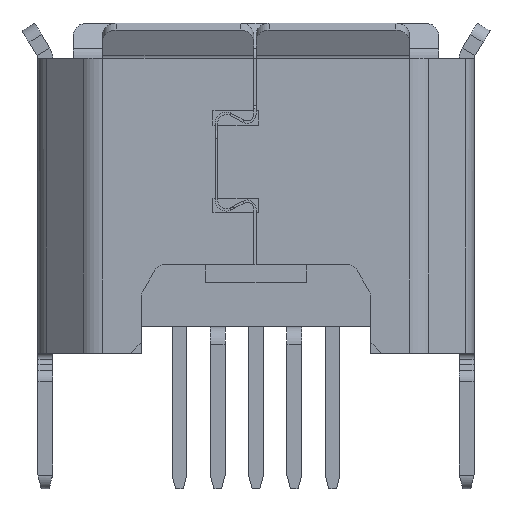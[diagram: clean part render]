
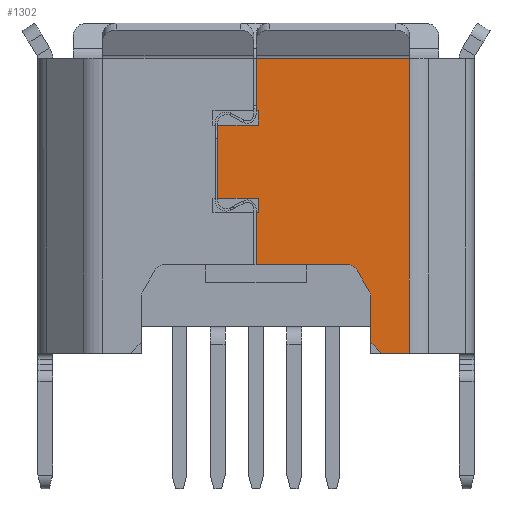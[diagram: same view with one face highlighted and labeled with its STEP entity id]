
A CAD part, top view. The second image highlights one B-rep face of the part: STEP entity #1302.
In plain terms, the highlighted planar face has unit normal (0, 0, 1).
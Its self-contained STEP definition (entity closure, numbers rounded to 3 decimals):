
#12 = DIRECTION ( 'NONE',  ( 1., 0., 0. ) ) ;
#101 = EDGE_CURVE ( 'NONE', #15469, #362, #9163, .T. ) ;
#126 = DIRECTION ( 'NONE',  ( 0., 1., 0. ) ) ;
#174 = EDGE_LOOP ( 'NONE', ( #16207, #14651, #14633, #2247, #9425, #1029, #11436, #7153, #9815, #9240, #15317, #2687, #13927, #5095, #7536, #1800, #14909, #10493 ) ) ;
#185 = CARTESIAN_POINT ( 'NONE',  ( 0., 6.418, 1.18 ) ) ;
#218 = DIRECTION ( 'NONE',  ( 0., 1., 0. ) ) ;
#362 = VERTEX_POINT ( 'NONE', #2941 ) ;
#561 = EDGE_CURVE ( 'NONE', #3937, #7387, #9148, .T. ) ;
#929 = CARTESIAN_POINT ( 'NONE',  ( 0., 6.168, 1.18 ) ) ;
#963 = VECTOR ( 'NONE', #11421, 1000. ) ;
#993 = VERTEX_POINT ( 'NONE', #16684 ) ;
#1029 = ORIENTED_EDGE ( 'NONE', *, *, #4606, .T. ) ;
#1137 = DIRECTION ( 'NONE',  ( 0., -1., 0. ) ) ;
#1156 = LINE ( 'NONE', #13360, #11600 ) ;
#1241 = VERTEX_POINT ( 'NONE', #6292 ) ;
#1302 = ADVANCED_FACE ( 'NONE', ( #13158 ), #16132, .T. ) ;
#1614 = LINE ( 'NONE', #14097, #963 ) ;
#1800 = ORIENTED_EDGE ( 'NONE', *, *, #13723, .T. ) ;
#1934 = CIRCLE ( 'NONE', #5064, 0.2 ) ;
#1950 = CIRCLE ( 'NONE', #7816, 0.2 ) ;
#1964 = VERTEX_POINT ( 'NONE', #15288 ) ;
#2072 = CARTESIAN_POINT ( 'NONE',  ( 0., 6.418, 1.18 ) ) ;
#2085 = CARTESIAN_POINT ( 'NONE',  ( 1.75, 3.246, 1.18 ) ) ;
#2164 = CARTESIAN_POINT ( 'NONE',  ( 0.04, 6.168, 1.18 ) ) ;
#2247 = ORIENTED_EDGE ( 'NONE', *, *, #7819, .F. ) ;
#2392 = CARTESIAN_POINT ( 'NONE',  ( 1.95, 2.475, 1.18 ) ) ;
#2420 = VERTEX_POINT ( 'NONE', #6203 ) ;
#2443 = LINE ( 'NONE', #7571, #13319 ) ;
#2687 = ORIENTED_EDGE ( 'NONE', *, *, #13095, .T. ) ;
#2728 = CARTESIAN_POINT ( 'NONE',  ( 2.6, 2.3, 1.18 ) ) ;
#2941 = CARTESIAN_POINT ( 'NONE',  ( 0.04, 4.932, 1.18 ) ) ;
#3232 = VECTOR ( 'NONE', #3303, 1000. ) ;
#3246 = VECTOR ( 'NONE', #5001, 1000. ) ;
#3253 = DIRECTION ( 'NONE',  ( 0.5, -0.866, 0. ) ) ;
#3303 = DIRECTION ( 'NONE',  ( 1., 0., 0. ) ) ;
#3337 = CARTESIAN_POINT ( 'NONE',  ( 1.95, 3.246, 1.18 ) ) ;
#3445 = LINE ( 'NONE', #12787, #3232 ) ;
#3573 = VERTEX_POINT ( 'NONE', #2392 ) ;
#3602 = VECTOR ( 'NONE', #14515, 1000. ) ;
#3799 = VECTOR ( 'NONE', #3253, 1000. ) ;
#3937 = VERTEX_POINT ( 'NONE', #16768 ) ;
#4189 = LINE ( 'NONE', #17344, #14869 ) ;
#4583 = VECTOR ( 'NONE', #218, 1000. ) ;
#4606 = EDGE_CURVE ( 'NONE', #14547, #6707, #14974, .T. ) ;
#4651 = VERTEX_POINT ( 'NONE', #17269 ) ;
#4940 = EDGE_CURVE ( 'NONE', #6707, #5153, #3445, .T. ) ;
#4994 = EDGE_CURVE ( 'NONE', #10274, #1964, #6849, .T. ) ;
#5001 = DIRECTION ( 'NONE',  ( 0., -1., 0. ) ) ;
#5064 = AXIS2_PLACEMENT_3D ( 'NONE', #2085, #12918, #13157 ) ;
#5095 = ORIENTED_EDGE ( 'NONE', *, *, #17439, .T. ) ;
#5153 = VERTEX_POINT ( 'NONE', #14670 ) ;
#5515 = VERTEX_POINT ( 'NONE', #3337 ) ;
#5654 = LINE ( 'NONE', #5827, #4583 ) ;
#5798 = EDGE_CURVE ( 'NONE', #1964, #7387, #11940, .T. ) ;
#5827 = CARTESIAN_POINT ( 'NONE',  ( 0.04, 0., 1.18 ) ) ;
#6028 = DIRECTION ( 'NONE',  ( 1., 0., 0. ) ) ;
#6203 = CARTESIAN_POINT ( 'NONE',  ( 1.923, 3.346, 1.18 ) ) ;
#6216 = EDGE_CURVE ( 'NONE', #993, #9683, #7431, .T. ) ;
#6225 = EDGE_CURVE ( 'NONE', #14547, #4651, #14686, .T. ) ;
#6292 = CARTESIAN_POINT ( 'NONE',  ( 1.719, 3.7, 1.18 ) ) ;
#6401 = DIRECTION ( 'NONE',  ( 1., 0., 0. ) ) ;
#6664 = CARTESIAN_POINT ( 'NONE',  ( 2.6, 7.3, 1.18 ) ) ;
#6707 = VERTEX_POINT ( 'NONE', #7232 ) ;
#6849 = LINE ( 'NONE', #2072, #14958 ) ;
#6869 = EDGE_CURVE ( 'NONE', #5515, #3573, #4189, .T. ) ;
#7153 = ORIENTED_EDGE ( 'NONE', *, *, #15557, .T. ) ;
#7232 = CARTESIAN_POINT ( 'NONE',  ( 0., 3.8, 1.18 ) ) ;
#7387 = VERTEX_POINT ( 'NONE', #2164 ) ;
#7431 = LINE ( 'NONE', #14524, #9372 ) ;
#7536 = ORIENTED_EDGE ( 'NONE', *, *, #6216, .F. ) ;
#7571 = CARTESIAN_POINT ( 'NONE',  ( -0.65, 0., 1.18 ) ) ;
#7735 = DIRECTION ( 'NONE',  ( 1., 0., 0. ) ) ;
#7816 = AXIS2_PLACEMENT_3D ( 'NONE', #8336, #16671, #8458 ) ;
#7819 = EDGE_CURVE ( 'NONE', #4651, #362, #5654, .T. ) ;
#8044 = CARTESIAN_POINT ( 'NONE',  ( 2.212, 2.213, 1.18 ) ) ;
#8108 = CARTESIAN_POINT ( 'NONE',  ( 0.04, 0., 1.18 ) ) ;
#8336 = CARTESIAN_POINT ( 'NONE',  ( 1.546, 3.6, 1.18 ) ) ;
#8458 = DIRECTION ( 'NONE',  ( 1., 0., 0. ) ) ;
#8963 = AXIS2_PLACEMENT_3D ( 'NONE', #10724, #16311, #12 ) ;
#9148 = LINE ( 'NONE', #929, #12536 ) ;
#9163 = LINE ( 'NONE', #10231, #3602 ) ;
#9240 = ORIENTED_EDGE ( 'NONE', *, *, #15722, .T. ) ;
#9372 = VECTOR ( 'NONE', #7735, 1000. ) ;
#9425 = ORIENTED_EDGE ( 'NONE', *, *, #6225, .F. ) ;
#9546 = DIRECTION ( 'NONE',  ( 0.707, -0.707, 0. ) ) ;
#9683 = VERTEX_POINT ( 'NONE', #6664 ) ;
#9815 = ORIENTED_EDGE ( 'NONE', *, *, #10432, .T. ) ;
#10062 = VERTEX_POINT ( 'NONE', #13047 ) ;
#10231 = CARTESIAN_POINT ( 'NONE',  ( 0., 4.932, 1.18 ) ) ;
#10274 = VERTEX_POINT ( 'NONE', #185 ) ;
#10432 = EDGE_CURVE ( 'NONE', #1241, #2420, #13204, .T. ) ;
#10453 = VECTOR ( 'NONE', #12052, 1000. ) ;
#10493 = ORIENTED_EDGE ( 'NONE', *, *, #5798, .T. ) ;
#10724 = CARTESIAN_POINT ( 'NONE',  ( -2.6, 2.3, 1.18 ) ) ;
#11421 = DIRECTION ( 'NONE',  ( 1., 0., 0. ) ) ;
#11427 = CARTESIAN_POINT ( 'NONE',  ( 2.891, 1.669, 1.18 ) ) ;
#11436 = ORIENTED_EDGE ( 'NONE', *, *, #4940, .T. ) ;
#11569 = DIRECTION ( 'NONE',  ( 0., -1., 0. ) ) ;
#11600 = VECTOR ( 'NONE', #1137, 1000. ) ;
#11926 = VECTOR ( 'NONE', #6401, 1000. ) ;
#11940 = LINE ( 'NONE', #8108, #10453 ) ;
#12052 = DIRECTION ( 'NONE',  ( 0., -1., 0. ) ) ;
#12105 = CARTESIAN_POINT ( 'NONE',  ( -0.65, 4.932, 1.18 ) ) ;
#12272 = EDGE_CURVE ( 'NONE', #10062, #16482, #1614, .T. ) ;
#12536 = VECTOR ( 'NONE', #14256, 1000. ) ;
#12787 = CARTESIAN_POINT ( 'NONE',  ( 0., 3.8, 1.18 ) ) ;
#12918 = DIRECTION ( 'NONE',  ( 0., 0., -1. ) ) ;
#13047 = CARTESIAN_POINT ( 'NONE',  ( 2.125, 2.3, 1.18 ) ) ;
#13095 = EDGE_CURVE ( 'NONE', #3573, #10062, #15423, .T. ) ;
#13157 = DIRECTION ( 'NONE',  ( 1., 0., 0. ) ) ;
#13158 = FACE_OUTER_BOUND ( 'NONE', #174, .T. ) ;
#13185 = CARTESIAN_POINT ( 'NONE',  ( 0., 0., 1.18 ) ) ;
#13204 = LINE ( 'NONE', #11427, #3799 ) ;
#13319 = VECTOR ( 'NONE', #11569, 1000. ) ;
#13349 = CARTESIAN_POINT ( 'NONE',  ( 0., 4.682, 1.18 ) ) ;
#13360 = CARTESIAN_POINT ( 'NONE',  ( 0., 0., 1.18 ) ) ;
#13581 = EDGE_CURVE ( 'NONE', #3937, #15469, #2443, .T. ) ;
#13593 = VECTOR ( 'NONE', #126, 1000. ) ;
#13723 = EDGE_CURVE ( 'NONE', #993, #10274, #1156, .T. ) ;
#13927 = ORIENTED_EDGE ( 'NONE', *, *, #12272, .T. ) ;
#13972 = CARTESIAN_POINT ( 'NONE',  ( 0., 4.682, 1.18 ) ) ;
#14097 = CARTESIAN_POINT ( 'NONE',  ( -2.6, 2.3, 1.18 ) ) ;
#14256 = DIRECTION ( 'NONE',  ( 1., 0., 0. ) ) ;
#14515 = DIRECTION ( 'NONE',  ( 1., 0., 0. ) ) ;
#14524 = CARTESIAN_POINT ( 'NONE',  ( -2.6, 7.3, 1.18 ) ) ;
#14547 = VERTEX_POINT ( 'NONE', #13972 ) ;
#14633 = ORIENTED_EDGE ( 'NONE', *, *, #101, .T. ) ;
#14651 = ORIENTED_EDGE ( 'NONE', *, *, #13581, .T. ) ;
#14670 = CARTESIAN_POINT ( 'NONE',  ( 1.546, 3.8, 1.18 ) ) ;
#14686 = LINE ( 'NONE', #13349, #11926 ) ;
#14869 = VECTOR ( 'NONE', #17400, 1000. ) ;
#14909 = ORIENTED_EDGE ( 'NONE', *, *, #4994, .T. ) ;
#14958 = VECTOR ( 'NONE', #6028, 1000. ) ;
#14974 = LINE ( 'NONE', #13185, #3246 ) ;
#15288 = CARTESIAN_POINT ( 'NONE',  ( 0.04, 6.418, 1.18 ) ) ;
#15317 = ORIENTED_EDGE ( 'NONE', *, *, #6869, .T. ) ;
#15423 = LINE ( 'NONE', #8044, #17334 ) ;
#15469 = VERTEX_POINT ( 'NONE', #12105 ) ;
#15557 = EDGE_CURVE ( 'NONE', #5153, #1241, #1950, .T. ) ;
#15722 = EDGE_CURVE ( 'NONE', #2420, #5515, #1934, .T. ) ;
#16132 = PLANE ( 'NONE',  #8963 ) ;
#16207 = ORIENTED_EDGE ( 'NONE', *, *, #561, .F. ) ;
#16311 = DIRECTION ( 'NONE',  ( 0., 0., 1. ) ) ;
#16482 = VERTEX_POINT ( 'NONE', #16642 ) ;
#16565 = LINE ( 'NONE', #2728, #13593 ) ;
#16642 = CARTESIAN_POINT ( 'NONE',  ( 2.6, 2.3, 1.18 ) ) ;
#16671 = DIRECTION ( 'NONE',  ( 0., 0., -1. ) ) ;
#16684 = CARTESIAN_POINT ( 'NONE',  ( 0., 7.3, 1.18 ) ) ;
#16768 = CARTESIAN_POINT ( 'NONE',  ( -0.65, 6.168, 1.18 ) ) ;
#17269 = CARTESIAN_POINT ( 'NONE',  ( 0.04, 4.682, 1.18 ) ) ;
#17334 = VECTOR ( 'NONE', #9546, 1000. ) ;
#17344 = CARTESIAN_POINT ( 'NONE',  ( 1.95, 0., 1.18 ) ) ;
#17400 = DIRECTION ( 'NONE',  ( 0., -1., 0. ) ) ;
#17439 = EDGE_CURVE ( 'NONE', #16482, #9683, #16565, .T. ) ;
